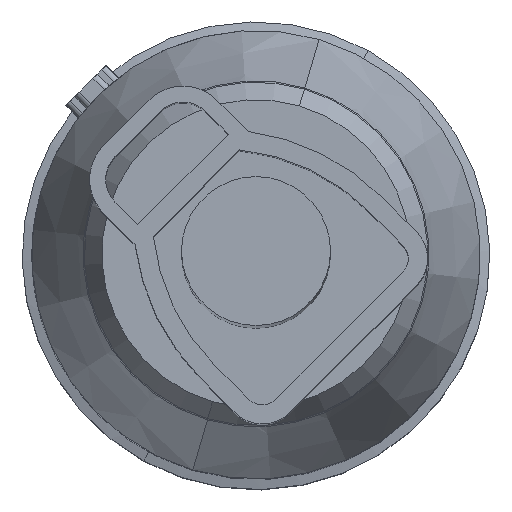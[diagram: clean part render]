
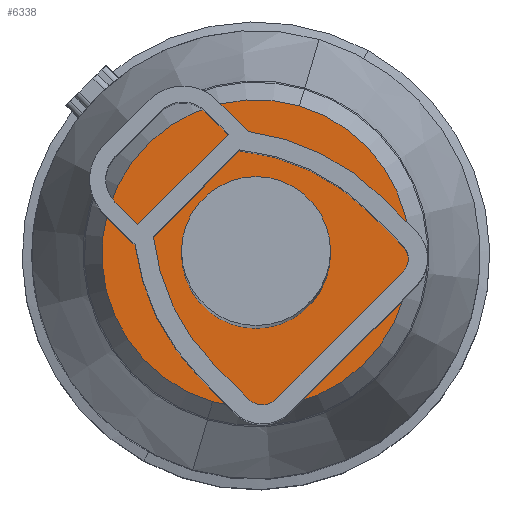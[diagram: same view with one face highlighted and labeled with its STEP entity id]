
A CAD part, top view. The second image highlights one B-rep face of the part: STEP entity #6338.
In plain terms, the highlighted planar face has unit normal (0, 0, 1).
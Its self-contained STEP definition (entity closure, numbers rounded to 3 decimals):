
#5476=AXIS2_PLACEMENT_3D('Circle Axis2P3D',#5474,#5475,$) ;
#5510=AXIS2_PLACEMENT_3D('Circle Axis2P3D',#5508,#5509,$) ;
#6289=AXIS2_PLACEMENT_3D('Circle Axis2P3D',#6287,#6288,$) ;
#6315=AXIS2_PLACEMENT_3D('Circle Axis2P3D',#6313,#6314,$) ;
#6328=AXIS2_PLACEMENT_3D('Plane Axis2P3D',#6325,#6326,#6327) ;
#5469=CARTESIAN_POINT('Vertex',(9.625,7.3,44.)) ;
#5474=CARTESIAN_POINT('Axis2P3D Location',(7.3,7.3,44.)) ;
#5478=CARTESIAN_POINT('Vertex',(4.975,7.3,44.)) ;
#5508=CARTESIAN_POINT('Axis2P3D Location',(7.3,7.3,44.)) ;
#6287=CARTESIAN_POINT('Axis2P3D Location',(7.3,7.3,44.)) ;
#6291=CARTESIAN_POINT('Vertex',(5.945,2.683,44.)) ;
#6293=CARTESIAN_POINT('Vertex',(8.655,11.917,44.)) ;
#6313=CARTESIAN_POINT('Axis2P3D Location',(7.3,7.3,44.)) ;
#6325=CARTESIAN_POINT('Axis2P3D Location',(10.702,10.702,44.)) ;
#5475=DIRECTION('Axis2P3D Direction',(0.,0.,1.)) ;
#5509=DIRECTION('Axis2P3D Direction',(0.,0.,1.)) ;
#6288=DIRECTION('Axis2P3D Direction',(0.,0.,-1.)) ;
#6314=DIRECTION('Axis2P3D Direction',(0.,0.,-1.)) ;
#6326=DIRECTION('Axis2P3D Direction',(0.,0.,1.)) ;
#6327=DIRECTION('Axis2P3D XDirection',(-0.707,0.707,0.)) ;
#6331=ORIENTED_EDGE('',*,*,#6317,.T.) ;
#6332=ORIENTED_EDGE('',*,*,#6295,.T.) ;
#6335=ORIENTED_EDGE('',*,*,#5480,.F.) ;
#6336=ORIENTED_EDGE('',*,*,#5512,.F.) ;
#6337=FACE_BOUND('',#6334,.T.) ;
#6338=ADVANCED_FACE('Hauptk\X2\00F6\X0\rper',(#6333,#6337),#6329,.T.) ;
#5477=CIRCLE('generated circle',#5476,2.325) ;
#5511=CIRCLE('generated circle',#5510,2.325) ;
#6290=CIRCLE('generated circle',#6289,4.811) ;
#6316=CIRCLE('generated circle',#6315,4.811) ;
#5480=EDGE_CURVE('',#5470,#5479,#5477,.T.) ;
#5512=EDGE_CURVE('',#5479,#5470,#5511,.T.) ;
#6295=EDGE_CURVE('',#6292,#6294,#6290,.F.) ;
#6317=EDGE_CURVE('',#6294,#6292,#6316,.F.) ;
#6330=EDGE_LOOP('',(#6331,#6332)) ;
#6334=EDGE_LOOP('',(#6335,#6336)) ;
#6333=FACE_OUTER_BOUND('',#6330,.T.) ;
#6329=PLANE('',#6328) ;
#5470=VERTEX_POINT('',#5469) ;
#5479=VERTEX_POINT('',#5478) ;
#6292=VERTEX_POINT('',#6291) ;
#6294=VERTEX_POINT('',#6293) ;
